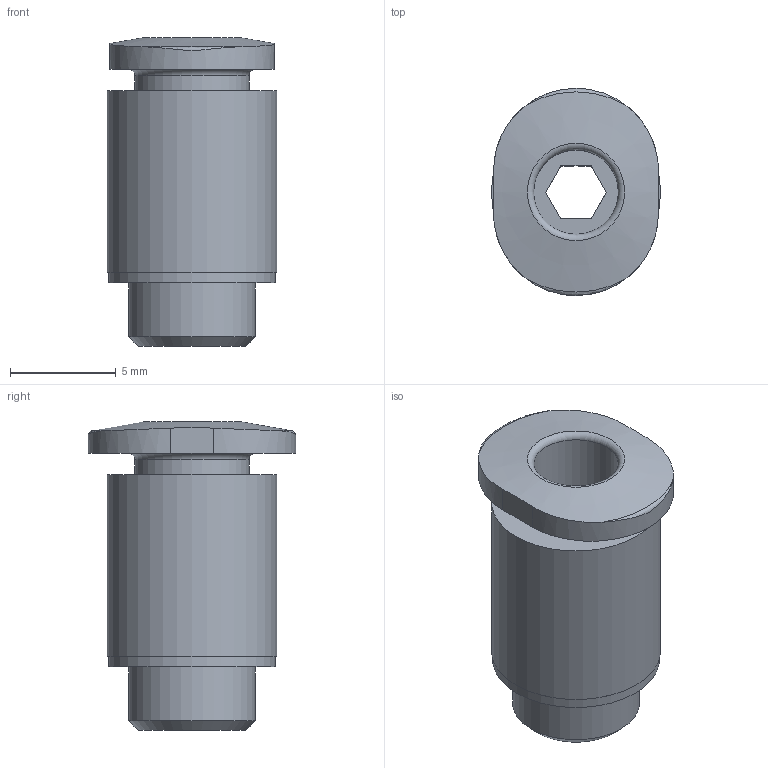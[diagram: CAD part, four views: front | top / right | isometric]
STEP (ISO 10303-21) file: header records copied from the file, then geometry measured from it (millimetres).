
FILE_DESCRIPTION(/* description */ ('STEP AP214'),/* implementation_level */ '2;1');
FILE_NAME(/* name */ '153320_QSMP-M6X0_75-4',/* time_stamp */ '2024-09-12T10:56:50+02:00',/* author */ ('License CC BY-ND 4.0'),/* organization */ ('CADENAS'),/* preprocessor_version */ 'ST-DEVELOPER v19.3',/* originating_system */ 'PARTsolutions',/* authorisation */ ' ');
FILE_SCHEMA (('AUTOMOTIVE_DESIGN {1 0 10303 214 3 1 1}'));
Length unit declared in the file: millimetre
Products named in the file (1): 153320 QSMP-M6X0.75-4
Bounding box: 8 x 9.8 x 14.6 mm (x, y, z)
Volume: 485.9 mm3; surface area: 666.4 mm2
Topology: 1 solids, 1 shells, 28 faces, 65 edges, 43 vertices
Faces by surface type: plane 14, cylinder 7, torus 4, cone 3
Full cylindrical faces by diameter (mm): 4 x1, 5.4 x1, 6 x1, 7.9 x1, 8 x1
Entity records: 962 total; most frequent: CARTESIAN_POINT 169, DIRECTION 112, ORIENTED_EDGE 104, EDGE_CURVE 52, AXIS2_PLACEMENT_3D 47, EDGE_LOOP 44, FACE_BOUND 44, VERTEX_POINT 40
